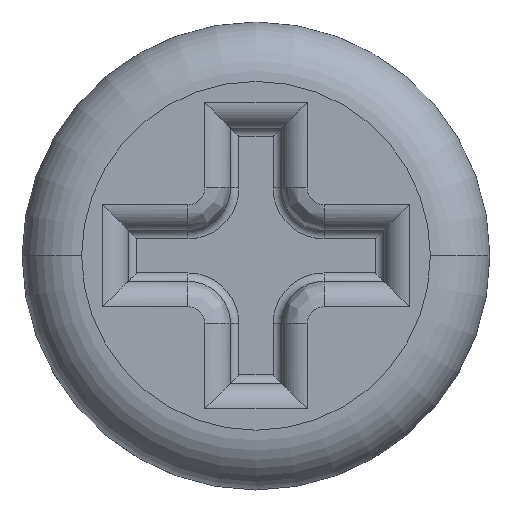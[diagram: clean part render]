
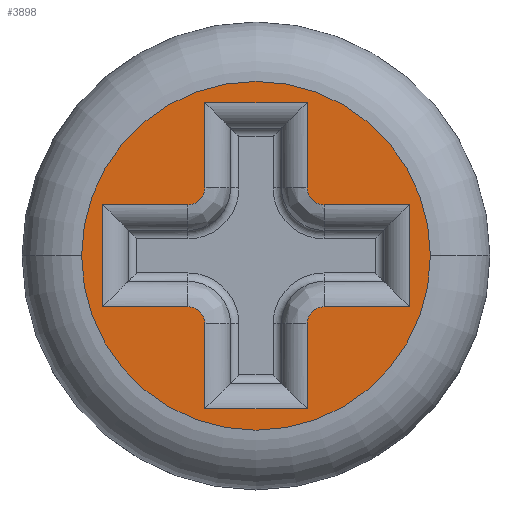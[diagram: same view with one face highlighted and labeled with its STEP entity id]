
A CAD part, top view. The second image highlights one B-rep face of the part: STEP entity #3898.
In plain terms, the highlighted planar face has unit normal (0, 0, 1).
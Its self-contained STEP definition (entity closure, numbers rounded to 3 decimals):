
#3869 = VERTEX_POINT('',#3870);
#3870 = CARTESIAN_POINT('',(-2.05,0.,2.));
#3879 = VERTEX_POINT('',#3880);
#3880 = CARTESIAN_POINT('',(2.05,0.,2.));
#3887 = EDGE_CURVE('',#3869,#3879,#3888,.T.);
#3888 = CIRCLE('',#3889,2.05);
#3889 = AXIS2_PLACEMENT_3D('',#3890,#3891,#3892);
#3890 = CARTESIAN_POINT('',(0.,0.,2.));
#3891 = DIRECTION('',(0.,0.,1.));
#3892 = DIRECTION('',(-1.,0.,0.));
#3898 = ADVANCED_FACE('',(#3899,#3909),#4043,.F.);
#3899 = FACE_BOUND('',#3900,.F.);
#3900 = EDGE_LOOP('',(#3901,#3902));
#3901 = ORIENTED_EDGE('',*,*,#3887,.F.);
#3902 = ORIENTED_EDGE('',*,*,#3903,.F.);
#3903 = EDGE_CURVE('',#3879,#3869,#3904,.T.);
#3904 = CIRCLE('',#3905,2.05);
#3905 = AXIS2_PLACEMENT_3D('',#3906,#3907,#3908);
#3906 = CARTESIAN_POINT('',(0.,0.,2.));
#3907 = DIRECTION('',(0.,0.,1.));
#3908 = DIRECTION('',(1.,0.,0.));
#3909 = FACE_BOUND('',#3910,.F.);
#3910 = EDGE_LOOP('',(#3911,#3921,#3929,#3938,#3946,#3954,#3962,#3971,
    #3979,#3987,#3995,#4004,#4012,#4020,#4028,#4037));
#3911 = ORIENTED_EDGE('',*,*,#3912,.F.);
#3912 = EDGE_CURVE('',#3913,#3915,#3917,.T.);
#3913 = VERTEX_POINT('',#3914);
#3914 = CARTESIAN_POINT('',(1.8,0.6,2.));
#3915 = VERTEX_POINT('',#3916);
#3916 = CARTESIAN_POINT('',(1.8,-0.6,2.));
#3917 = LINE('',#3918,#3919);
#3918 = CARTESIAN_POINT('',(1.8,0.6,2.));
#3919 = VECTOR('',#3920,1.);
#3920 = DIRECTION('',(0.,-1.,0.));
#3921 = ORIENTED_EDGE('',*,*,#3922,.F.);
#3922 = EDGE_CURVE('',#3923,#3913,#3925,.T.);
#3923 = VERTEX_POINT('',#3924);
#3924 = CARTESIAN_POINT('',(0.8,0.6,2.));
#3925 = LINE('',#3926,#3927);
#3926 = CARTESIAN_POINT('',(0.8,0.6,2.));
#3927 = VECTOR('',#3928,1.);
#3928 = DIRECTION('',(1.,0.,0.));
#3929 = ORIENTED_EDGE('',*,*,#3930,.F.);
#3930 = EDGE_CURVE('',#3931,#3923,#3933,.T.);
#3931 = VERTEX_POINT('',#3932);
#3932 = CARTESIAN_POINT('',(0.6,0.8,2.));
#3933 = CIRCLE('',#3934,0.2);
#3934 = AXIS2_PLACEMENT_3D('',#3935,#3936,#3937);
#3935 = CARTESIAN_POINT('',(0.8,0.8,2.));
#3936 = DIRECTION('',(0.,0.,1.));
#3937 = DIRECTION('',(-1.,0.,0.));
#3938 = ORIENTED_EDGE('',*,*,#3939,.F.);
#3939 = EDGE_CURVE('',#3940,#3931,#3942,.T.);
#3940 = VERTEX_POINT('',#3941);
#3941 = CARTESIAN_POINT('',(0.6,1.8,2.));
#3942 = LINE('',#3943,#3944);
#3943 = CARTESIAN_POINT('',(0.6,1.8,2.));
#3944 = VECTOR('',#3945,1.);
#3945 = DIRECTION('',(0.,-1.,0.));
#3946 = ORIENTED_EDGE('',*,*,#3947,.F.);
#3947 = EDGE_CURVE('',#3948,#3940,#3950,.T.);
#3948 = VERTEX_POINT('',#3949);
#3949 = CARTESIAN_POINT('',(-0.6,1.8,2.));
#3950 = LINE('',#3951,#3952);
#3951 = CARTESIAN_POINT('',(-0.6,1.8,2.));
#3952 = VECTOR('',#3953,1.);
#3953 = DIRECTION('',(1.,0.,0.));
#3954 = ORIENTED_EDGE('',*,*,#3955,.F.);
#3955 = EDGE_CURVE('',#3956,#3948,#3958,.T.);
#3956 = VERTEX_POINT('',#3957);
#3957 = CARTESIAN_POINT('',(-0.6,0.8,2.));
#3958 = LINE('',#3959,#3960);
#3959 = CARTESIAN_POINT('',(-0.6,0.8,2.));
#3960 = VECTOR('',#3961,1.);
#3961 = DIRECTION('',(0.,1.,0.));
#3962 = ORIENTED_EDGE('',*,*,#3963,.F.);
#3963 = EDGE_CURVE('',#3964,#3956,#3966,.T.);
#3964 = VERTEX_POINT('',#3965);
#3965 = CARTESIAN_POINT('',(-0.8,0.6,2.));
#3966 = CIRCLE('',#3967,0.2);
#3967 = AXIS2_PLACEMENT_3D('',#3968,#3969,#3970);
#3968 = CARTESIAN_POINT('',(-0.8,0.8,2.));
#3969 = DIRECTION('',(0.,0.,1.));
#3970 = DIRECTION('',(0.,-1.,0.));
#3971 = ORIENTED_EDGE('',*,*,#3972,.F.);
#3972 = EDGE_CURVE('',#3973,#3964,#3975,.T.);
#3973 = VERTEX_POINT('',#3974);
#3974 = CARTESIAN_POINT('',(-1.8,0.6,2.));
#3975 = LINE('',#3976,#3977);
#3976 = CARTESIAN_POINT('',(-1.8,0.6,2.));
#3977 = VECTOR('',#3978,1.);
#3978 = DIRECTION('',(1.,0.,0.));
#3979 = ORIENTED_EDGE('',*,*,#3980,.F.);
#3980 = EDGE_CURVE('',#3981,#3973,#3983,.T.);
#3981 = VERTEX_POINT('',#3982);
#3982 = CARTESIAN_POINT('',(-1.8,-0.6,2.));
#3983 = LINE('',#3984,#3985);
#3984 = CARTESIAN_POINT('',(-1.8,-0.6,2.));
#3985 = VECTOR('',#3986,1.);
#3986 = DIRECTION('',(0.,1.,0.));
#3987 = ORIENTED_EDGE('',*,*,#3988,.F.);
#3988 = EDGE_CURVE('',#3989,#3981,#3991,.T.);
#3989 = VERTEX_POINT('',#3990);
#3990 = CARTESIAN_POINT('',(-0.8,-0.6,2.));
#3991 = LINE('',#3992,#3993);
#3992 = CARTESIAN_POINT('',(-0.8,-0.6,2.));
#3993 = VECTOR('',#3994,1.);
#3994 = DIRECTION('',(-1.,0.,0.));
#3995 = ORIENTED_EDGE('',*,*,#3996,.F.);
#3996 = EDGE_CURVE('',#3997,#3989,#3999,.T.);
#3997 = VERTEX_POINT('',#3998);
#3998 = CARTESIAN_POINT('',(-0.6,-0.8,2.));
#3999 = CIRCLE('',#4000,0.2);
#4000 = AXIS2_PLACEMENT_3D('',#4001,#4002,#4003);
#4001 = CARTESIAN_POINT('',(-0.8,-0.8,2.));
#4002 = DIRECTION('',(0.,0.,1.));
#4003 = DIRECTION('',(1.,0.,0.));
#4004 = ORIENTED_EDGE('',*,*,#4005,.F.);
#4005 = EDGE_CURVE('',#4006,#3997,#4008,.T.);
#4006 = VERTEX_POINT('',#4007);
#4007 = CARTESIAN_POINT('',(-0.6,-1.8,2.));
#4008 = LINE('',#4009,#4010);
#4009 = CARTESIAN_POINT('',(-0.6,-1.8,2.));
#4010 = VECTOR('',#4011,1.);
#4011 = DIRECTION('',(0.,1.,0.));
#4012 = ORIENTED_EDGE('',*,*,#4013,.F.);
#4013 = EDGE_CURVE('',#4014,#4006,#4016,.T.);
#4014 = VERTEX_POINT('',#4015);
#4015 = CARTESIAN_POINT('',(0.6,-1.8,2.));
#4016 = LINE('',#4017,#4018);
#4017 = CARTESIAN_POINT('',(0.6,-1.8,2.));
#4018 = VECTOR('',#4019,1.);
#4019 = DIRECTION('',(-1.,0.,0.));
#4020 = ORIENTED_EDGE('',*,*,#4021,.F.);
#4021 = EDGE_CURVE('',#4022,#4014,#4024,.T.);
#4022 = VERTEX_POINT('',#4023);
#4023 = CARTESIAN_POINT('',(0.6,-0.8,2.));
#4024 = LINE('',#4025,#4026);
#4025 = CARTESIAN_POINT('',(0.6,-0.8,2.));
#4026 = VECTOR('',#4027,1.);
#4027 = DIRECTION('',(0.,-1.,0.));
#4028 = ORIENTED_EDGE('',*,*,#4029,.F.);
#4029 = EDGE_CURVE('',#4030,#4022,#4032,.T.);
#4030 = VERTEX_POINT('',#4031);
#4031 = CARTESIAN_POINT('',(0.8,-0.6,2.));
#4032 = CIRCLE('',#4033,0.2);
#4033 = AXIS2_PLACEMENT_3D('',#4034,#4035,#4036);
#4034 = CARTESIAN_POINT('',(0.8,-0.8,2.));
#4035 = DIRECTION('',(0.,0.,1.));
#4036 = DIRECTION('',(0.,1.,0.));
#4037 = ORIENTED_EDGE('',*,*,#4038,.F.);
#4038 = EDGE_CURVE('',#3915,#4030,#4039,.T.);
#4039 = LINE('',#4040,#4041);
#4040 = CARTESIAN_POINT('',(1.8,-0.6,2.));
#4041 = VECTOR('',#4042,1.);
#4042 = DIRECTION('',(-1.,0.,0.));
#4043 = PLANE('',#4044);
#4044 = AXIS2_PLACEMENT_3D('',#4045,#4046,#4047);
#4045 = CARTESIAN_POINT('',(0.,0.,2.));
#4046 = DIRECTION('',(0.,0.,-1.));
#4047 = DIRECTION('',(-1.,0.,0.));
